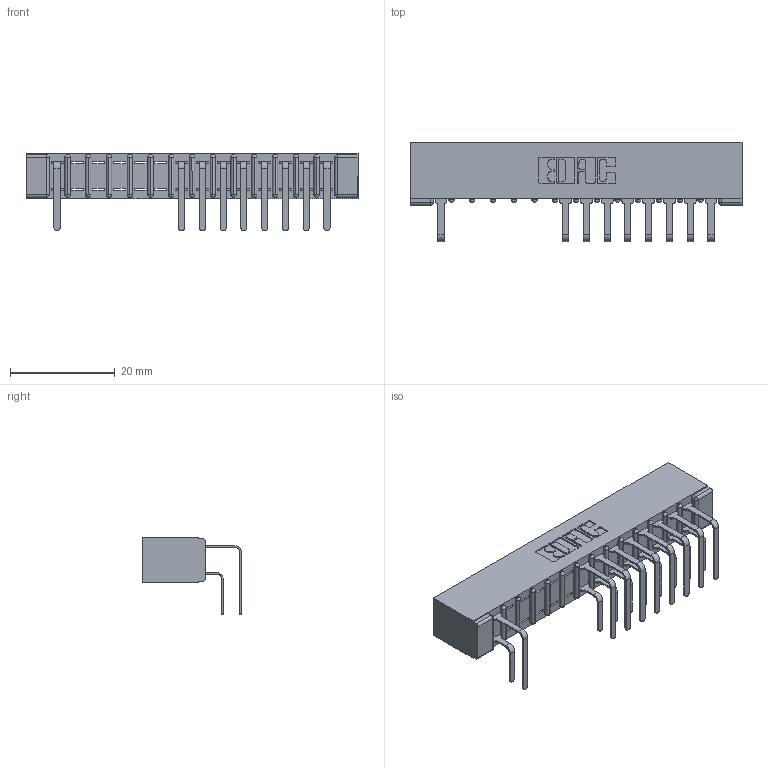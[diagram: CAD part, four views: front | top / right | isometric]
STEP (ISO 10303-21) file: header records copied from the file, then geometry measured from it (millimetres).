
FILE_DESCRIPTION (( 'STEP AP203' ), '1' );
FILE_NAME ('357-014-558-101.STEP', '2018-08-07T23:36:45', ( '' ), ( '' ), 'SwSTEP 2.0', 'SolidWorks 2016', '' );
FILE_SCHEMA (( 'CONFIG_CONTROL_DESIGN' ));
Length unit declared in the file: inch
Products named in the file (4): 307 Part_No Mounting Lugs; 307-290-001_558 559 - 1 (Single); 307-290-001_558 - 2 (Single); 357-014-558-101
Assembly tree (19 placements, depth 2):
  357-014-558-101
    307 Part_No Mounting Lugs
    307-290-001_558 559 - 1 (Single)  x9
    307-290-001_558 - 2 (Single)  x9
Bounding box: 63.35 x 18.96 x 14.81 mm (x, y, z)
Volume: 4327.9 mm3; surface area: 7382.3 mm2
Topology: 19 solids, 19 shells, 1125 faces, 3175 edges, 2050 vertices
Faces by surface type: plane 720, cylinder 375, sphere 30
Entity records: 16751 total; most frequent: CARTESIAN_POINT 2790, ORIENTED_EDGE 2770, DIRECTION 2733, EDGE_CURVE 1385, LINE 1051, VECTOR 1051, VERTEX_POINT 898, AXIS2_PLACEMENT_3D 841
